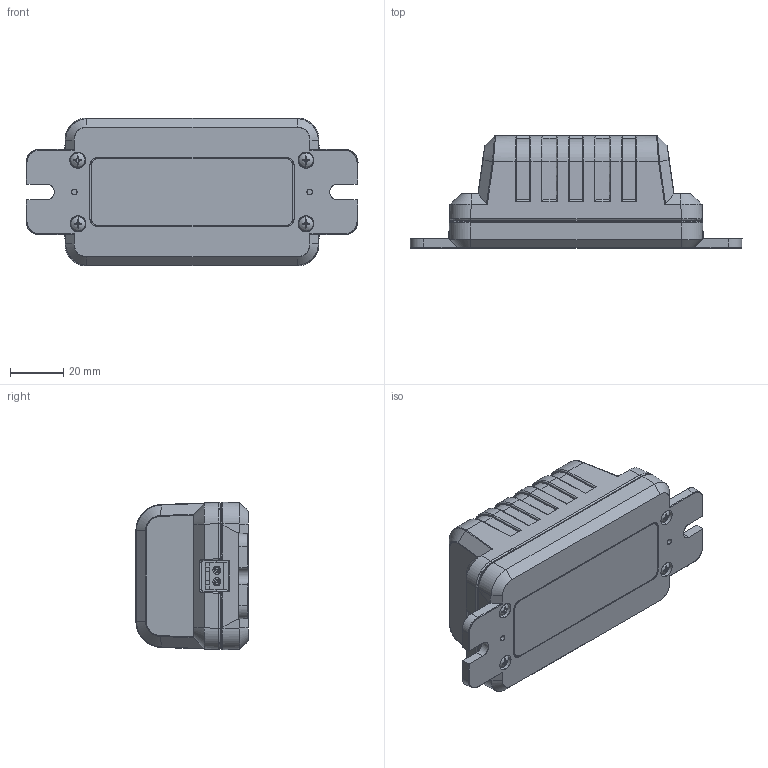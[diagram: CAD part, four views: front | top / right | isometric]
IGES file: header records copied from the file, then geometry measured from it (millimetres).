
Start section: SolidWorks IGES file using analytic representation for surfaces
Global section: file name: ADC2424.IGS; native system: SolidWorks 2016; preprocessor: SolidWorks 2016; author: Injection Molding; date: 211021.142026; units: millimetre
Bounding box: 125.24 x 42.31 x 55.66 mm (x, y, z)
Surface area: 65320.8 mm2 (no closed solid volume)
Topology: 0 solids, 0 shells, 1490 faces, 18932 edges, 18923 vertices
Faces by surface type: bspline 767, revolution 723
